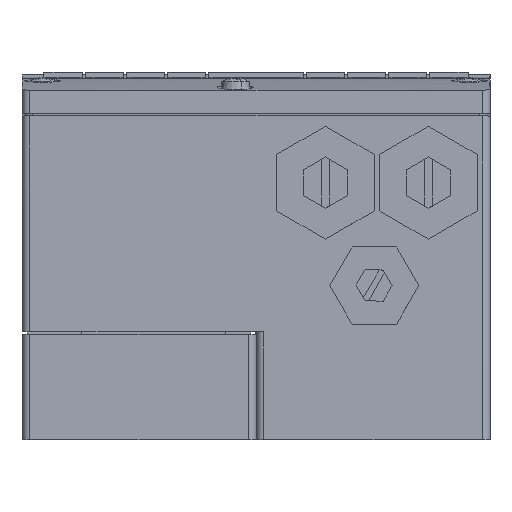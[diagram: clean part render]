
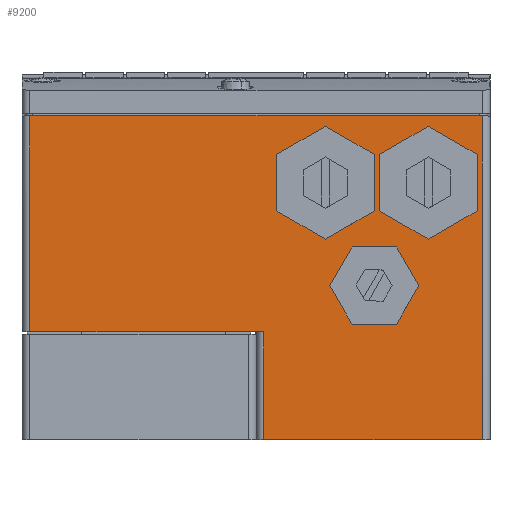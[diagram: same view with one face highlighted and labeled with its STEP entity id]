
A CAD part, front view. The second image highlights one B-rep face of the part: STEP entity #9200.
In plain terms, the highlighted planar face has unit normal (0, -1, 0).
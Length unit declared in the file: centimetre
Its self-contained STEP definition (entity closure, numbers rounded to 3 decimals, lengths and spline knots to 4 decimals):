
#820=CIRCLE('',#9899,0.75);
#821=CIRCLE('',#9901,0.95);
#822=CIRCLE('',#9902,0.95);
#1157=VERTEX_POINT('',#13169);
#1158=VERTEX_POINT('',#13171);
#1173=VERTEX_POINT('',#13203);
#1191=VERTEX_POINT('',#13477);
#1209=VERTEX_POINT('',#13661);
#1215=VERTEX_POINT('',#13785);
#1529=VERTEX_POINT('',#14925);
#1530=VERTEX_POINT('',#14928);
#1531=VERTEX_POINT('',#14930);
#2018=VECTOR('',#10528,1.);
#2031=VECTOR('',#10548,1.);
#2041=VECTOR('',#10572,1.);
#2058=VECTOR('',#10612,1.);
#2066=VECTOR('',#10635,1.);
#2121=VECTOR('',#10772,1.);
#2944=LINE('',#13170,#2018);
#2957=LINE('',#13202,#2031);
#2967=LINE('',#13476,#2041);
#2984=LINE('',#13662,#2058);
#2992=LINE('',#13786,#2066);
#3047=LINE('',#13984,#2121);
#3903=EDGE_CURVE('',#1157,#1158,#2944,.T.);
#3920=EDGE_CURVE('',#1173,#1158,#2957,.T.);
#3942=EDGE_CURVE('',#1173,#1191,#2967,.T.);
#3969=EDGE_CURVE('',#1157,#1209,#2984,.T.);
#3983=EDGE_CURVE('',#1215,#1209,#2992,.T.);
#4070=EDGE_CURVE('',#1191,#1215,#3047,.T.);
#4467=EDGE_CURVE('',#1529,#1529,#820,.T.);
#4468=EDGE_CURVE('',#1530,#1530,#821,.T.);
#4469=EDGE_CURVE('',#1531,#1531,#822,.T.);
#6436=ORIENTED_EDGE('',*,*,#3903,.F.);
#6437=ORIENTED_EDGE('',*,*,#3969,.T.);
#6438=ORIENTED_EDGE('',*,*,#3983,.F.);
#6439=ORIENTED_EDGE('',*,*,#4070,.F.);
#6440=ORIENTED_EDGE('',*,*,#3942,.F.);
#6441=ORIENTED_EDGE('',*,*,#3920,.T.);
#6442=ORIENTED_EDGE('',*,*,#4467,.T.);
#6443=ORIENTED_EDGE('',*,*,#4468,.T.);
#6444=ORIENTED_EDGE('',*,*,#4469,.T.);
#7944=EDGE_LOOP('',(#6436,#6437,#6438,#6439,#6440,#6441));
#7945=EDGE_LOOP('',(#6442));
#7946=EDGE_LOOP('',(#6443));
#7947=EDGE_LOOP('',(#6444));
#8609=FACE_BOUND('',#7944,.T.);
#8610=FACE_BOUND('',#7945,.T.);
#8611=FACE_BOUND('',#7946,.T.);
#8612=FACE_BOUND('',#7947,.T.);
#9200=ADVANCED_FACE('',(#8609,#8610,#8611,#8612),#16209,.T.);
#9544=AXIS2_PLACEMENT_3D('',#13778,#10626,$);
#9899=AXIS2_PLACEMENT_3D('',#14924,#11527,#11528);
#9901=AXIS2_PLACEMENT_3D('',#14927,#11530,#11531);
#9902=AXIS2_PLACEMENT_3D('',#14929,#11532,#11533);
#10528=DIRECTION('',(0.,0.,-1.));
#10548=DIRECTION('',(1.,0.,0.));
#10572=DIRECTION('',(0.,0.,1.));
#10612=DIRECTION('',(-1.,0.,0.));
#10626=DIRECTION('',(0.,-1.,0.));
#10635=DIRECTION('',(0.,0.,1.));
#10772=DIRECTION('',(-1.,0.,0.));
#11527=DIRECTION('',(0.,1.,0.));
#11528=DIRECTION('',(0.75,0.,0.));
#11530=DIRECTION('',(0.,1.,0.));
#11531=DIRECTION('',(0.95,0.,0.));
#11532=DIRECTION('',(0.,1.,0.));
#11533=DIRECTION('',(0.95,0.,0.));
#13169=CARTESIAN_POINT('',(4.4,-4.,6.3));
#13170=CARTESIAN_POINT('',(4.4,-4.,0.));
#13171=CARTESIAN_POINT('',(4.4,-4.,0.));
#13202=CARTESIAN_POINT('',(-4.55,-4.,0.));
#13203=CARTESIAN_POINT('',(0.15,-4.,0.));
#13476=CARTESIAN_POINT('',(0.15,-4.,0.));
#13477=CARTESIAN_POINT('',(0.15,-4.,2.1));
#13661=CARTESIAN_POINT('',(-4.4,-4.,6.3));
#13662=CARTESIAN_POINT('',(-4.525,-4.,6.3));
#13778=CARTESIAN_POINT('',(0.,-4.,0.));
#13785=CARTESIAN_POINT('',(-4.4,-4.,2.1));
#13786=CARTESIAN_POINT('',(-4.4,-4.,0.));
#13984=CARTESIAN_POINT('',(-5.5237,-4.,2.1));
#14924=CARTESIAN_POINT('',(2.3,-4.,3.));
#14925=CARTESIAN_POINT('',(3.05,-4.,3.));
#14927=CARTESIAN_POINT('',(1.35,-4.,5.));
#14928=CARTESIAN_POINT('',(2.3,-4.,5.));
#14929=CARTESIAN_POINT('',(3.35,-4.,5.));
#14930=CARTESIAN_POINT('',(4.3,-4.,5.));
#16209=PLANE('',#9544);
